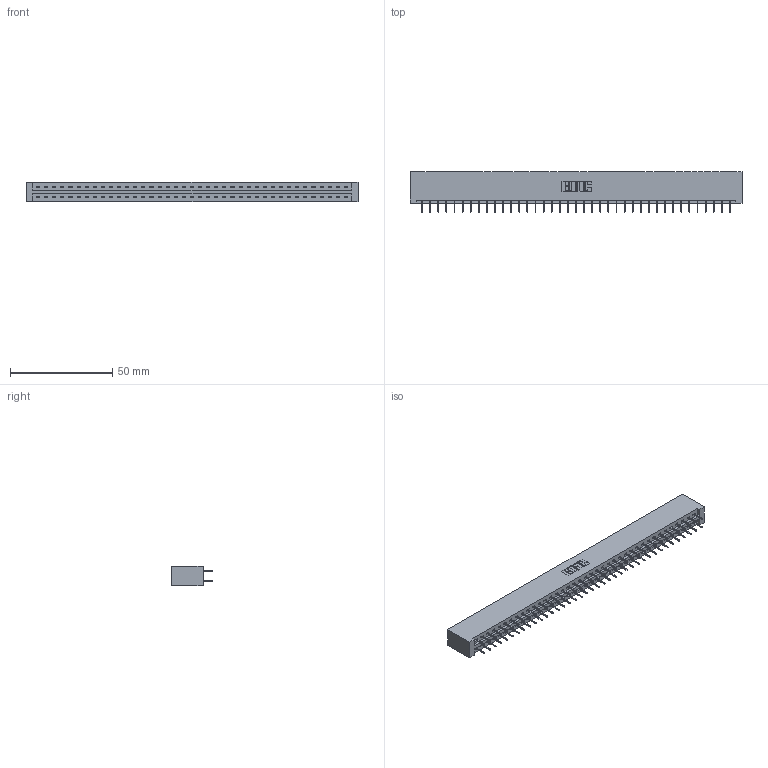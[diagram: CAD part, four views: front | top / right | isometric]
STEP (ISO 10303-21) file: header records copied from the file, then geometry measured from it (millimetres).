
FILE_DESCRIPTION (( 'STEP AP203' ), '1' );
FILE_NAME ('337-078-524-201.STEP', '2018-08-12T15:44:32', ( '' ), ( '' ), 'SwSTEP 2.0', 'SolidWorks 2016', '' );
FILE_SCHEMA (( 'CONFIG_CONTROL_DESIGN' ));
Length unit declared in the file: inch
Products named in the file (3): 337-078-524-201; 337 Part_No Mounting Lugs; 345-292-001_345-293-124
Assembly tree (79 placements, depth 2):
  337-078-524-201
    337 Part_No Mounting Lugs
    345-292-001_345-293-124  x78
Bounding box: 162.41 x 19.69 x 9.4 mm (x, y, z)
Volume: 17718.6 mm3; surface area: 19692.2 mm2
Topology: 79 solids, 79 shells, 4630 faces, 13157 edges, 8458 vertices
Faces by surface type: plane 3498, cylinder 1132
Entity records: 30423 total; most frequent: CARTESIAN_POINT 5126, ORIENTED_EDGE 5062, DIRECTION 4359, EDGE_CURVE 2531, VECTOR 2415, LINE 2415, VERTEX_POINT 1682, AXIS2_PLACEMENT_3D 972
